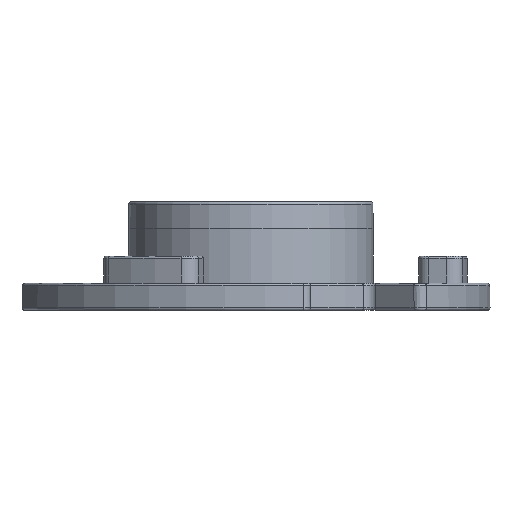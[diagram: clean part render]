
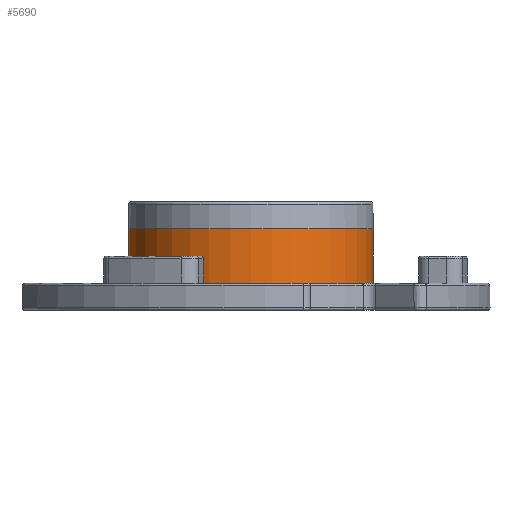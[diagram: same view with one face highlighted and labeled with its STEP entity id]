
A CAD part, front view. The second image highlights one B-rep face of the part: STEP entity #5690.
In plain terms, the highlighted cylindrical face has radius 14.3 mm (diameter 28.6 mm), a partial arc.
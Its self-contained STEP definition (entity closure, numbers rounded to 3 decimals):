
#16 = LINE ( 'NONE', #3488, #7900 ) ;
#1011 = DIRECTION ( 'NONE',  ( -1., 0., 0. ) ) ;
#1135 = AXIS2_PLACEMENT_3D ( 'NONE', #7733, #2503, #7622 ) ;
#1716 = CARTESIAN_POINT ( 'NONE',  ( -14.3, 0., 7.938 ) ) ;
#1742 = DIRECTION ( 'NONE',  ( 0., 0., -1. ) ) ;
#2503 = DIRECTION ( 'NONE',  ( 0., 0., -1. ) ) ;
#2547 = CARTESIAN_POINT ( 'NONE',  ( 14.3, 0., 1.588 ) ) ;
#2947 = EDGE_CURVE ( 'NONE', #15330, #16199, #16, .T. ) ;
#3263 = CARTESIAN_POINT ( 'NONE',  ( 0., 0., 11.113 ) ) ;
#3375 = ORIENTED_EDGE ( 'NONE', *, *, #14718, .F. ) ;
#3488 = CARTESIAN_POINT ( 'NONE',  ( -14.3, 0., 11.113 ) ) ;
#4306 = EDGE_LOOP ( 'NONE', ( #5806, #5980, #14945, #3375 ) ) ;
#5204 = CYLINDRICAL_SURFACE ( 'NONE', #13004, 14.3 ) ;
#5690 = ADVANCED_FACE ( 'NONE', ( #8580 ), #5204, .T. ) ;
#5695 = DIRECTION ( 'NONE',  ( 0., 0., -1. ) ) ;
#5757 = CIRCLE ( 'NONE', #1135, 14.3 ) ;
#5806 = ORIENTED_EDGE ( 'NONE', *, *, #7897, .F. ) ;
#5980 = ORIENTED_EDGE ( 'NONE', *, *, #7920, .T. ) ;
#6821 = CARTESIAN_POINT ( 'NONE',  ( 0., 0., 7.938 ) ) ;
#7041 = CARTESIAN_POINT ( 'NONE',  ( -14.3, 0., 1.588 ) ) ;
#7109 = DIRECTION ( 'NONE',  ( 0., 0., -1. ) ) ;
#7622 = DIRECTION ( 'NONE',  ( -1., 0., 0. ) ) ;
#7733 = CARTESIAN_POINT ( 'NONE',  ( 0., 0., 1.588 ) ) ;
#7897 = EDGE_CURVE ( 'NONE', #11138, #11874, #10941, .T. ) ;
#7900 = VECTOR ( 'NONE', #14743, 1000. ) ;
#7920 = EDGE_CURVE ( 'NONE', #11138, #15330, #11343, .T. ) ;
#8000 = VECTOR ( 'NONE', #1742, 1000. ) ;
#8580 = FACE_OUTER_BOUND ( 'NONE', #4306, .T. ) ;
#9293 = CARTESIAN_POINT ( 'NONE',  ( 14.3, 0., 11.113 ) ) ;
#9976 = AXIS2_PLACEMENT_3D ( 'NONE', #6821, #5695, #14529 ) ;
#10941 = LINE ( 'NONE', #9293, #8000 ) ;
#11138 = VERTEX_POINT ( 'NONE', #16101 ) ;
#11343 = CIRCLE ( 'NONE', #9976, 14.3 ) ;
#11874 = VERTEX_POINT ( 'NONE', #2547 ) ;
#13004 = AXIS2_PLACEMENT_3D ( 'NONE', #3263, #7109, #1011 ) ;
#14529 = DIRECTION ( 'NONE',  ( -1., 0., 0. ) ) ;
#14718 = EDGE_CURVE ( 'NONE', #11874, #16199, #5757, .T. ) ;
#14743 = DIRECTION ( 'NONE',  ( 0., 0., -1. ) ) ;
#14945 = ORIENTED_EDGE ( 'NONE', *, *, #2947, .T. ) ;
#15330 = VERTEX_POINT ( 'NONE', #1716 ) ;
#16101 = CARTESIAN_POINT ( 'NONE',  ( 14.3, 0., 7.938 ) ) ;
#16199 = VERTEX_POINT ( 'NONE', #7041 ) ;
